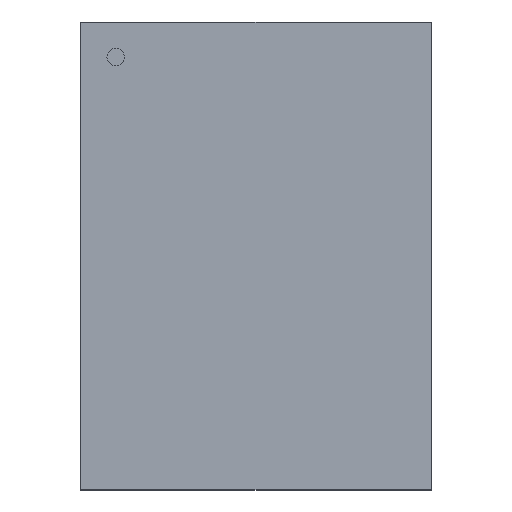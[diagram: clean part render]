
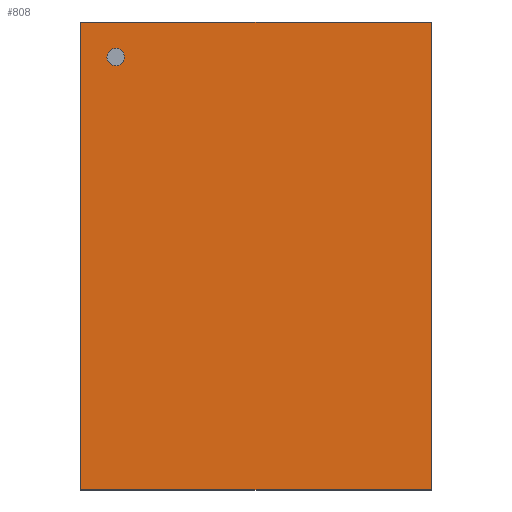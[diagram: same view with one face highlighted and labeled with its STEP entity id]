
A CAD part, top view. The second image highlights one B-rep face of the part: STEP entity #808.
In plain terms, the highlighted planar face has unit normal (0, 0, 1).
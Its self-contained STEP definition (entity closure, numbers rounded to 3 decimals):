
#584=CARTESIAN_POINT('',(2.997,-4.0,1.092));
#583=VERTEX_POINT('',#584);
#594=CARTESIAN_POINT('',(-2.997,-4.0,1.092));
#593=VERTEX_POINT('',#594);
#592=EDGE_CURVE('',#593,#583,#597,.T.);
#597=LINE('',#594,#599);
#599=VECTOR('',#600,5.994);
#600=DIRECTION('',(1.0,0.0,0.0));
#633=CARTESIAN_POINT('',(2.997,4.0,1.092));
#632=VERTEX_POINT('',#633);
#641=EDGE_CURVE('',#583,#632,#646,.T.);
#646=LINE('',#584,#648);
#648=VECTOR('',#649,8.001);
#649=DIRECTION('',(0.0,1.0,0.0));
#682=CARTESIAN_POINT('',(-2.997,4.0,1.092));
#681=VERTEX_POINT('',#682);
#690=EDGE_CURVE('',#632,#681,#695,.T.);
#695=LINE('',#633,#697);
#697=VECTOR('',#698,5.994);
#698=DIRECTION('',(-1.0,0.0,0.0));
#739=EDGE_CURVE('',#681,#593,#744,.T.);
#744=LINE('',#682,#746);
#746=VECTOR('',#747,8.001);
#747=DIRECTION('',(0.0,-1.0,0.0));
#808=ADVANCED_FACE('',(#814),#809,.T.);
#809=PLANE('',#810);
#810=AXIS2_PLACEMENT_3D('',#811,#812,#813);
#811=CARTESIAN_POINT('',(-2.997,-4.0,1.092));
#812=DIRECTION('',(0.0,0.0,1.0));
#813=DIRECTION('',(0.,1.,0.));
#814=FACE_OUTER_BOUND('',#815,.T.);
#815=EDGE_LOOP('',(#816,#826,#836,#846));
#816=ORIENTED_EDGE('',*,*,#592,.T.);
#826=ORIENTED_EDGE('',*,*,#641,.T.);
#836=ORIENTED_EDGE('',*,*,#690,.T.);
#846=ORIENTED_EDGE('',*,*,#739,.T.);
